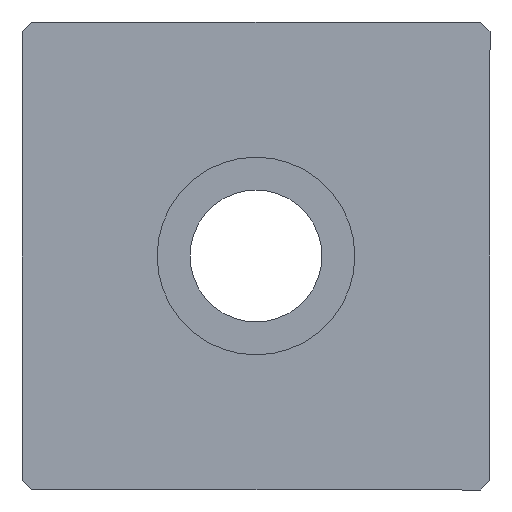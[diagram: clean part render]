
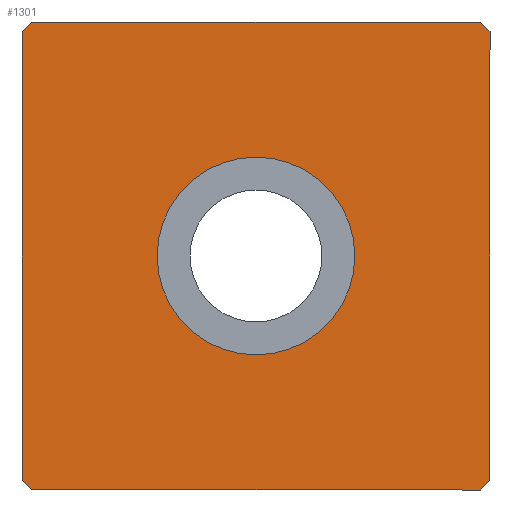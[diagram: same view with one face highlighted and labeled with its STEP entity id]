
A CAD part, left-side view. The second image highlights one B-rep face of the part: STEP entity #1301.
In plain terms, the highlighted planar face has unit normal (-1, 0, 0).
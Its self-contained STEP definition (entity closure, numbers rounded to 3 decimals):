
#92=LINE($,#2246,#176);
#95=LINE($,#2252,#179);
#97=LINE($,#2257,#181);
#101=LINE($,#2264,#185);
#103=LINE($,#2269,#187);
#107=LINE($,#2276,#191);
#108=LINE($,#2281,#192);
#109=LINE($,#2282,#193);
#176=VECTOR($,#1745,136.);
#179=VECTOR($,#1750,4.243);
#181=VECTOR($,#1754,136.);
#185=VECTOR($,#1760,4.243);
#187=VECTOR($,#1764,136.);
#191=VECTOR($,#1770,4.243);
#192=VECTOR($,#1775,4.243);
#193=VECTOR($,#1776,136.);
#231=PLANE($,#1436);
#284=FACE_BOUND($,#455,.T.);
#285=FACE_BOUND($,#456,.T.);
#455=EDGE_LOOP($,(#1101));
#456=EDGE_LOOP($,(#1102,#1103,#1104,#1105,#1106,#1107,#1108,#1109));
#530=CIRCLE($,#1437,30.);
#633=VERTEX_POINT($,#2240);
#635=VERTEX_POINT($,#2244);
#637=VERTEX_POINT($,#2250);
#638=VERTEX_POINT($,#2254);
#641=VERTEX_POINT($,#2262);
#642=VERTEX_POINT($,#2266);
#645=VERTEX_POINT($,#2274);
#646=VERTEX_POINT($,#2278);
#647=VERTEX_POINT($,#2280);
#789=EDGE_CURVE($,#635,#633,#92,.T.);
#792=EDGE_CURVE($,#637,#635,#95,.T.);
#794=EDGE_CURVE($,#638,#637,#97,.T.);
#798=EDGE_CURVE($,#641,#638,#101,.T.);
#800=EDGE_CURVE($,#642,#641,#103,.T.);
#804=EDGE_CURVE($,#645,#642,#107,.T.);
#805=EDGE_CURVE($,#646,#646,#530,.T.);
#806=EDGE_CURVE($,#633,#647,#108,.T.);
#807=EDGE_CURVE($,#647,#645,#109,.T.);
#1101=ORIENTED_EDGE($,*,*,#805,.T.);
#1102=ORIENTED_EDGE($,*,*,#806,.F.);
#1103=ORIENTED_EDGE($,*,*,#789,.F.);
#1104=ORIENTED_EDGE($,*,*,#792,.F.);
#1105=ORIENTED_EDGE($,*,*,#794,.F.);
#1106=ORIENTED_EDGE($,*,*,#798,.F.);
#1107=ORIENTED_EDGE($,*,*,#800,.F.);
#1108=ORIENTED_EDGE($,*,*,#804,.F.);
#1109=ORIENTED_EDGE($,*,*,#807,.F.);
#1301=ADVANCED_FACE($,(#284,#285),#231,.F.);
#1436=AXIS2_PLACEMENT_3D($,#2277,#1771,#1772);
#1437=AXIS2_PLACEMENT_3D($,#2279,#1773,#1774);
#1745=DIRECTION($,(0.,-1.,0.));
#1750=DIRECTION($,(0.,-0.707,0.707));
#1754=DIRECTION($,(0.,0.,1.));
#1760=DIRECTION($,(0.,0.707,0.707));
#1764=DIRECTION($,(0.,1.,0.));
#1770=DIRECTION($,(0.,0.707,-0.707));
#1771=DIRECTION('center_axis',(1.,0.,0.));
#1772=DIRECTION('ref_axis',(0.,0.,-1.));
#1773=DIRECTION('center_axis',(1.,0.,0.));
#1774=DIRECTION('ref_axis',(0.,0.,
1.));
#1775=DIRECTION($,(0.,-0.707,-0.707));
#1776=DIRECTION($,(0.,0.,-1.));
#2240=CARTESIAN_POINT('',(-13.,-68.,71.));
#2244=CARTESIAN_POINT('',(-13.,68.,71.));
#2246=CARTESIAN_POINT($,(-13.,71.,71.));
#2250=CARTESIAN_POINT('',(-13.,71.,68.));
#2252=CARTESIAN_POINT($,(-13.,69.5,69.5));
#2254=CARTESIAN_POINT('',(-13.,71.,-68.));
#2257=CARTESIAN_POINT($,(-13.,71.,-71.));
#2262=CARTESIAN_POINT('',(-13.,68.,-71.));
#2264=CARTESIAN_POINT($,(-13.,69.5,-69.5));
#2266=CARTESIAN_POINT('',(-13.,-68.,-71.));
#2269=CARTESIAN_POINT($,(-13.,-71.,-71.));
#2274=CARTESIAN_POINT('',(-13.,-71.,-68.));
#2276=CARTESIAN_POINT($,(-13.,-69.5,-69.5));
#2277=CARTESIAN_POINT('Origin',(-13.,0.,0.));
#2278=CARTESIAN_POINT('',(-13.,0.,-30.));
#2279=CARTESIAN_POINT('Origin',(-13.,0.,0.));
#2280=CARTESIAN_POINT('',(-13.,-71.,68.));
#2281=CARTESIAN_POINT($,(-13.,-69.5,69.5));
#2282=CARTESIAN_POINT($,(-13.,-71.,71.));
